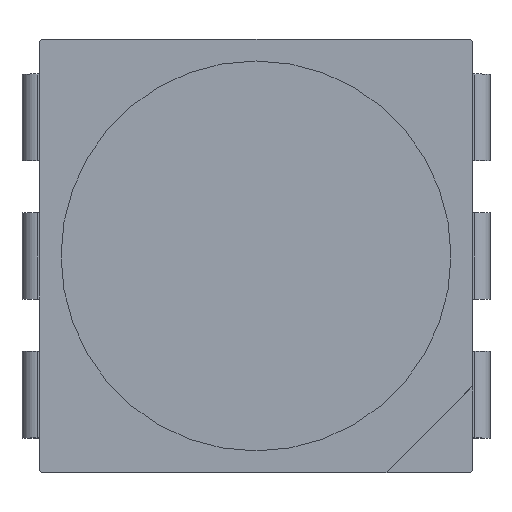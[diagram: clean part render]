
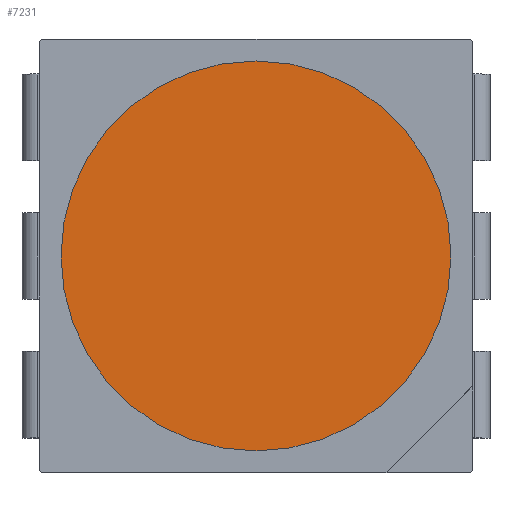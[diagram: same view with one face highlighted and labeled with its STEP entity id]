
A CAD part, top view. The second image highlights one B-rep face of the part: STEP entity #7231.
In plain terms, the highlighted planar face has unit normal (0, 0, 1).
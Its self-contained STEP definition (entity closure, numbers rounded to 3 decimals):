
#888 = ORIENTED_EDGE ( 'NONE', *, *, #5425, .T. ) ;
#2132 = DIRECTION ( 'NONE',  ( 1., 0., 0. ) ) ;
#3427 = DIRECTION ( 'NONE',  ( 0., 0., 1. ) ) ;
#3524 = EDGE_CURVE ( 'NONE', #10273, #13305, #6870, .T. ) ;
#3709 = DIRECTION ( 'NONE',  ( 1., 0., 0. ) ) ;
#3769 = CARTESIAN_POINT ( 'NONE',  ( 2.25, 0., 0. ) ) ;
#5425 = EDGE_CURVE ( 'NONE', #13305, #10273, #14418, .T. ) ;
#6611 = AXIS2_PLACEMENT_3D ( 'NONE', #14735, #3427, #8415 ) ;
#6870 = CIRCLE ( 'NONE', #6611, 2.25 ) ;
#7231 = ADVANCED_FACE ( 'NONE', ( #7304 ), #12346, .T. ) ;
#7285 = AXIS2_PLACEMENT_3D ( 'NONE', #8340, #13409, #2132 ) ;
#7304 = FACE_OUTER_BOUND ( 'NONE', #12802, .T. ) ;
#8340 = CARTESIAN_POINT ( 'NONE',  ( 0., 0., 0. ) ) ;
#8415 = DIRECTION ( 'NONE',  ( 1., 0., 0. ) ) ;
#9133 = AXIS2_PLACEMENT_3D ( 'NONE', #9942, #15013, #3709 ) ;
#9942 = CARTESIAN_POINT ( 'NONE',  ( 0., 0., 0. ) ) ;
#10273 = VERTEX_POINT ( 'NONE', #3769 ) ;
#12249 = CARTESIAN_POINT ( 'NONE',  ( -2.25, 0., 0. ) ) ;
#12346 = PLANE ( 'NONE',  #9133 ) ;
#12802 = EDGE_LOOP ( 'NONE', ( #14531, #888 ) ) ;
#13305 = VERTEX_POINT ( 'NONE', #12249 ) ;
#13409 = DIRECTION ( 'NONE',  ( 0., 0., 1. ) ) ;
#14418 = CIRCLE ( 'NONE', #7285, 2.25 ) ;
#14531 = ORIENTED_EDGE ( 'NONE', *, *, #3524, .T. ) ;
#14735 = CARTESIAN_POINT ( 'NONE',  ( 0., 0., 0. ) ) ;
#15013 = DIRECTION ( 'NONE',  ( 0., 0., 1. ) ) ;
